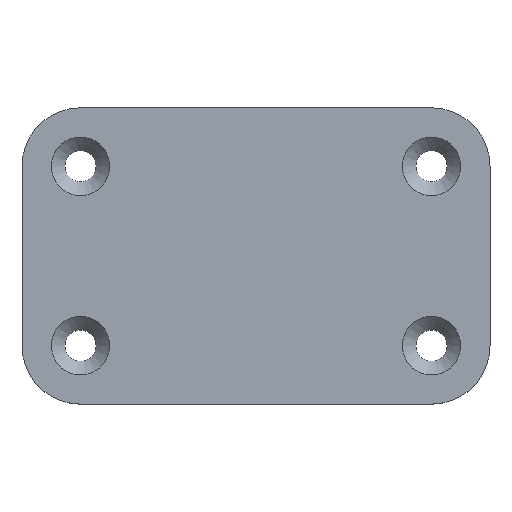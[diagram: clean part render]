
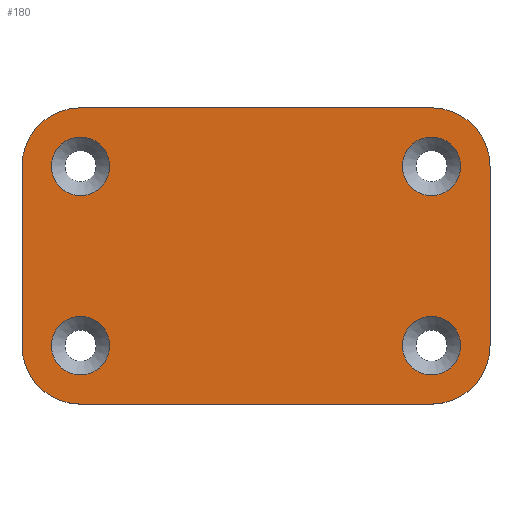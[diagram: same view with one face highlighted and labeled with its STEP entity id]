
A CAD part, top view. The second image highlights one B-rep face of the part: STEP entity #180.
In plain terms, the highlighted planar face has unit normal (0, 0, 1).
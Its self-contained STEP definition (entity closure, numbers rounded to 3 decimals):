
#32=CARTESIAN_POINT('',(26.25,-12.5,5.));
#33=VERTEX_POINT('',#32);
#42=CARTESIAN_POINT('',(22.5,-12.5,5.));
#43=DIRECTION('',(0.,0.,1.));
#44=DIRECTION('',(-1.,0.,0.));
#45=AXIS2_PLACEMENT_3D('',#42,#43,#44);
#46=CIRCLE('',#45,3.75);
#47=EDGE_CURVE('',#33,#33,#46,.T.);
#69=CARTESIAN_POINT('',(0.,0.,5.));
#70=DIRECTION('',(0.,0.,1.));
#71=DIRECTION('',(1.,0.,0.));
#72=AXIS2_PLACEMENT_3D('',#69,#70,#71);
#73=PLANE('',#72);
#74=CARTESIAN_POINT('',(-18.75,-12.5,5.));
#75=VERTEX_POINT('',#74);
#76=CARTESIAN_POINT('',(-22.5,-12.5,5.));
#77=DIRECTION('',(0.,0.,1.));
#78=DIRECTION('',(-1.,0.,0.));
#79=AXIS2_PLACEMENT_3D('',#76,#77,#78);
#80=CIRCLE('',#79,3.75);
#81=EDGE_CURVE('',#75,#75,#80,.T.);
#82=ORIENTED_EDGE('',*,*,#81,.F.);
#83=EDGE_LOOP('',(#82));
#84=FACE_BOUND('',#83,.T.);
#85=CARTESIAN_POINT('',(26.25,10.5,5.));
#86=VERTEX_POINT('',#85);
#87=CARTESIAN_POINT('',(22.5,10.5,5.));
#88=DIRECTION('',(0.,0.,1.));
#89=DIRECTION('',(-1.,0.,0.));
#90=AXIS2_PLACEMENT_3D('',#87,#88,#89);
#91=CIRCLE('',#90,3.75);
#92=EDGE_CURVE('',#86,#86,#91,.T.);
#93=ORIENTED_EDGE('',*,*,#92,.F.);
#94=EDGE_LOOP('',(#93));
#95=FACE_BOUND('',#94,.T.);
#96=CARTESIAN_POINT('',(30.,-12.5,5.));
#97=VERTEX_POINT('',#96);
#98=CARTESIAN_POINT('',(22.5,-20.,5.));
#99=VERTEX_POINT('',#98);
#100=CARTESIAN_POINT('',(22.5,-12.5,5.));
#101=DIRECTION('',(0.,0.,-1.));
#102=DIRECTION('',(0.707,-0.707,0.));
#103=AXIS2_PLACEMENT_3D('',#100,#101,#102);
#104=CIRCLE('',#103,7.5);
#105=EDGE_CURVE('',#97,#99,#104,.T.);
#106=ORIENTED_EDGE('',*,*,#105,.F.);
#107=CARTESIAN_POINT('',(30.,10.5,5.));
#108=VERTEX_POINT('',#107);
#109=CARTESIAN_POINT('',(30.,285.,5.));
#110=DIRECTION('',(0.,-1.,0.));
#111=VECTOR('',#110,230.);
#112=LINE('',#109,#111);
#113=EDGE_CURVE('',#108,#97,#112,.T.);
#114=ORIENTED_EDGE('',*,*,#113,.F.);
#115=CARTESIAN_POINT('',(22.5,18.,5.));
#116=VERTEX_POINT('',#115);
#117=CARTESIAN_POINT('',(22.5,10.5,5.));
#118=DIRECTION('',(0.,0.,-1.));
#119=DIRECTION('',(0.707,0.707,0.));
#120=AXIS2_PLACEMENT_3D('',#117,#118,#119);
#121=CIRCLE('',#120,7.5);
#122=EDGE_CURVE('',#116,#108,#121,.T.);
#123=ORIENTED_EDGE('',*,*,#122,.F.);
#124=CARTESIAN_POINT('',(-22.5,18.,5.));
#125=VERTEX_POINT('',#124);
#126=CARTESIAN_POINT('',(-495.,18.,5.));
#127=DIRECTION('',(1.,0.,-0.));
#128=VECTOR('',#127,450.);
#129=LINE('',#126,#128);
#130=EDGE_CURVE('',#125,#116,#129,.T.);
#131=ORIENTED_EDGE('',*,*,#130,.F.);
#132=CARTESIAN_POINT('',(-30.,10.5,5.));
#133=VERTEX_POINT('',#132);
#134=CARTESIAN_POINT('',(-22.5,10.5,5.));
#135=DIRECTION('',(0.,0.,-1.));
#136=DIRECTION('',(-0.707,0.707,0.));
#137=AXIS2_PLACEMENT_3D('',#134,#135,#136);
#138=CIRCLE('',#137,7.5);
#139=EDGE_CURVE('',#133,#125,#138,.T.);
#140=ORIENTED_EDGE('',*,*,#139,.F.);
#141=CARTESIAN_POINT('',(-30.,-12.5,5.));
#142=VERTEX_POINT('',#141);
#143=CARTESIAN_POINT('',(-30.,-305.,5.));
#144=DIRECTION('',(0.,1.,0.));
#145=VECTOR('',#144,230.);
#146=LINE('',#143,#145);
#147=EDGE_CURVE('',#142,#133,#146,.T.);
#148=ORIENTED_EDGE('',*,*,#147,.F.);
#149=CARTESIAN_POINT('',(-22.5,-20.,5.));
#150=VERTEX_POINT('',#149);
#151=CARTESIAN_POINT('',(-22.5,-12.5,5.));
#152=DIRECTION('',(-0.,0.,-1.));
#153=DIRECTION('',(-0.707,-0.707,0.));
#154=AXIS2_PLACEMENT_3D('',#151,#152,#153);
#155=CIRCLE('',#154,7.5);
#156=EDGE_CURVE('',#150,#142,#155,.T.);
#157=ORIENTED_EDGE('',*,*,#156,.F.);
#158=CARTESIAN_POINT('',(495.,-20.,5.));
#159=DIRECTION('',(-1.,0.,0.));
#160=VECTOR('',#159,450.);
#161=LINE('',#158,#160);
#162=EDGE_CURVE('',#99,#150,#161,.T.);
#163=ORIENTED_EDGE('',*,*,#162,.F.);
#164=EDGE_LOOP('',(#106,#114,#123,#131,#140,#148,#157,#163));
#165=FACE_BOUND('',#164,.T.);
#166=CARTESIAN_POINT('',(-18.75,10.5,5.));
#167=VERTEX_POINT('',#166);
#168=CARTESIAN_POINT('',(-22.5,10.5,5.));
#169=DIRECTION('',(0.,0.,1.));
#170=DIRECTION('',(-1.,0.,0.));
#171=AXIS2_PLACEMENT_3D('',#168,#169,#170);
#172=CIRCLE('',#171,3.75);
#173=EDGE_CURVE('',#167,#167,#172,.T.);
#174=ORIENTED_EDGE('',*,*,#173,.F.);
#175=EDGE_LOOP('',(#174));
#176=FACE_BOUND('',#175,.T.);
#177=ORIENTED_EDGE('',*,*,#47,.F.);
#178=EDGE_LOOP('',(#177));
#179=FACE_BOUND('',#178,.T.);
#180=ADVANCED_FACE('',(#84,#95,#165,#176,#179),#73,.T.);
